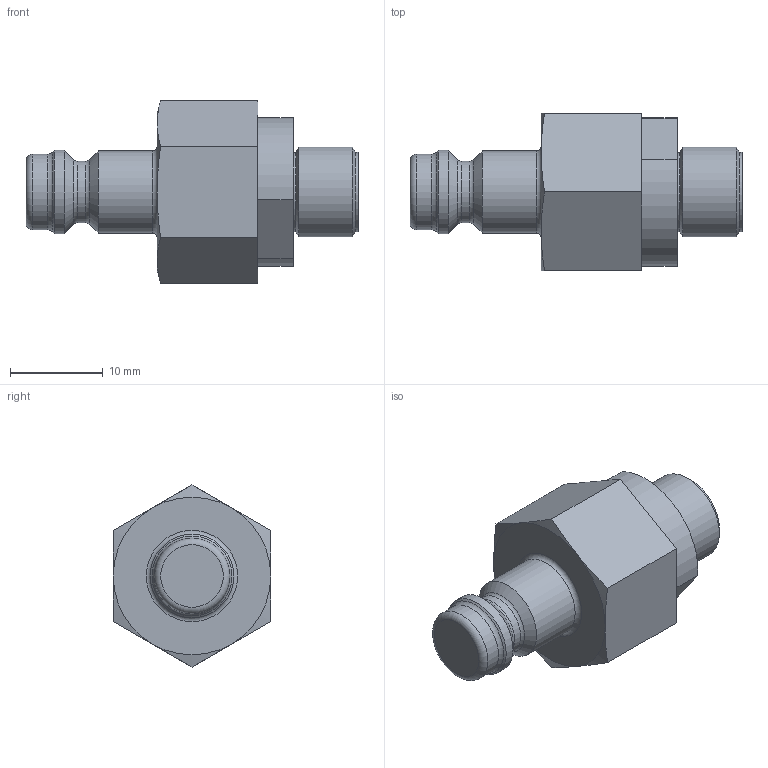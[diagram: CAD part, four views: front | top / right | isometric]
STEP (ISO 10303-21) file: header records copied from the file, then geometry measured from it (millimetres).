
FILE_DESCRIPTION((''),'2;1');
FILE_NAME('21sbaw10fvx.stp','2013-12-05T11:18:54',('IA176480'),(''),'Autodesk Inventor 2013','Autodesk Inventor 2013','');
FILE_SCHEMA(('AUTOMOTIVE_DESIGN { 1 0 10303 214 1 1 1 1 }'));
Length unit declared in the file: millimetre
Products named in the file (1): D108730
Bounding box: 35.8 x 17 x 19.63 mm (x, y, z)
Volume: 4572.1 mm3; surface area: 2329.5 mm2
Topology: 1 solids, 3 shells, 50 faces, 103 edges, 61 vertices
Faces by surface type: plane 16, cylinder 14, cone 13, torus 7
Full cylindrical faces by diameter (mm): 6.65 x1, 8.15 x1, 8.566 x2, 8.85 x1, 9 x1, 9.076 x1, 9.728 x1, 10.5 x1, 11.445 x2, 13.3 x1
Entity records: 1219 total; most frequent: CARTESIAN_POINT 205, DIRECTION 204, ORIENTED_EDGE 146, AXIS2_PLACEMENT_3D 92, EDGE_LOOP 82, EDGE_CURVE 73, VERTEX_POINT 57, FACE_OUTER_BOUND 50
